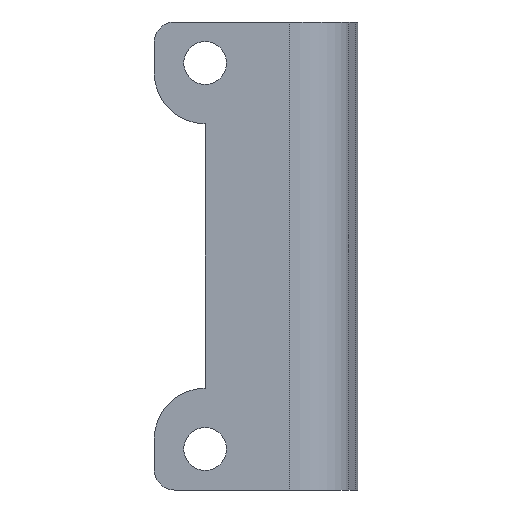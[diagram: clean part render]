
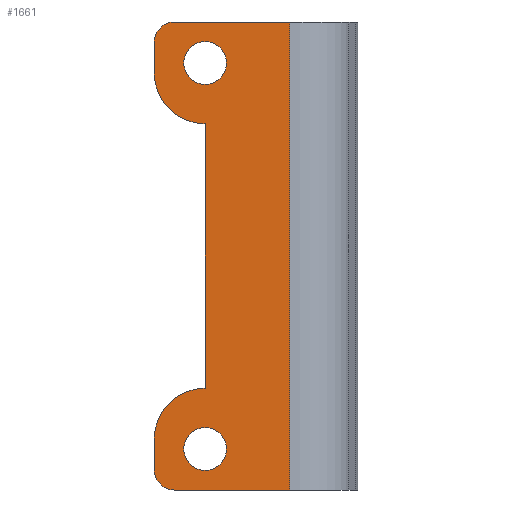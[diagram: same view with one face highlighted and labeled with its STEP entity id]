
A CAD part, left-side view. The second image highlights one B-rep face of the part: STEP entity #1661.
In plain terms, the highlighted planar face has unit normal (-1, 0, 0).
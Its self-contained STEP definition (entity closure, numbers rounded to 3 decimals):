
#1 = DIRECTION ( 'NONE',  ( 0., -1., 0. ) ) ;
#5 = CARTESIAN_POINT ( 'NONE',  ( -14.35, 9., -10.5 ) ) ;
#12 = CARTESIAN_POINT ( 'NONE',  ( -14.35, 7.5, 9.485 ) ) ;
#48 = CARTESIAN_POINT ( 'NONE',  ( -14.35, 7.5, 9.485 ) ) ;
#82 = EDGE_CURVE ( 'NONE', #1814, #2155, #1014, .T. ) ;
#95 = CARTESIAN_POINT ( 'NONE',  ( -14.35, 7.5, -6.5 ) ) ;
#100 = CARTESIAN_POINT ( 'NONE',  ( -14.35, 10., -9. ) ) ;
#144 = CARTESIAN_POINT ( 'NONE',  ( -14.35, 7.5, -9.485 ) ) ;
#171 = VERTEX_POINT ( 'NONE', #1828 ) ;
#190 = CARTESIAN_POINT ( 'NONE',  ( -14.35, 10., 11.5 ) ) ;
#237 = VERTEX_POINT ( 'NONE', #1467 ) ;
#255 = DIRECTION ( 'NONE',  ( 0., 0., -1. ) ) ;
#257 = VERTEX_POINT ( 'NONE', #1450 ) ;
#260 = DIRECTION ( 'NONE',  ( 0., 1., 0. ) ) ;
#329 = DIRECTION ( 'NONE',  ( 0., -1., 0. ) ) ;
#330 = CIRCLE ( 'NONE', #1745, 2.5 ) ;
#335 = DIRECTION ( 'NONE',  ( 0., 0., -1. ) ) ;
#370 = CARTESIAN_POINT ( 'NONE',  ( -14.35, 8.55, -9.485 ) ) ;
#407 = DIRECTION ( 'NONE',  ( -1., 0., 0. ) ) ;
#418 = DIRECTION ( 'NONE',  ( 0., 0., 1. ) ) ;
#427 = DIRECTION ( 'NONE',  ( 0., -1., 0. ) ) ;
#449 = CARTESIAN_POINT ( 'NONE',  ( -14.35, 10., 11.5 ) ) ;
#471 = AXIS2_PLACEMENT_3D ( 'NONE', #1475, #1790, #1800 ) ;
#486 = AXIS2_PLACEMENT_3D ( 'NONE', #48, #946, #329 ) ;
#522 = VERTEX_POINT ( 'NONE', #1198 ) ;
#545 = CIRCLE ( 'NONE', #1657, 2.5 ) ;
#621 = DIRECTION ( 'NONE',  ( 0., 0., -1. ) ) ;
#629 = CIRCLE ( 'NONE', #486, 1.05 ) ;
#671 = EDGE_CURVE ( 'NONE', #2155, #894, #921, .T. ) ;
#685 = VECTOR ( 'NONE', #427, 1000. ) ;
#727 = CARTESIAN_POINT ( 'NONE',  ( -14.35, 10., 9. ) ) ;
#750 = LINE ( 'NONE', #1236, #685 ) ;
#760 = VECTOR ( 'NONE', #621, 1000. ) ;
#814 = CARTESIAN_POINT ( 'NONE',  ( -14.35, 9., -11.5 ) ) ;
#844 = CIRCLE ( 'NONE', #1031, 1. ) ;
#845 = EDGE_LOOP ( 'NONE', ( #1907, #1886 ) ) ;
#863 = VERTEX_POINT ( 'NONE', #1999 ) ;
#876 = EDGE_CURVE ( 'NONE', #257, #1274, #899, .T. ) ;
#894 = VERTEX_POINT ( 'NONE', #814 ) ;
#899 = CIRCLE ( 'NONE', #1599, 1.05 ) ;
#920 = AXIS2_PLACEMENT_3D ( 'NONE', #144, #407, #260 ) ;
#921 = CIRCLE ( 'NONE', #1058, 1. ) ;
#946 = DIRECTION ( 'NONE',  ( -1., 0., 0. ) ) ;
#986 = EDGE_CURVE ( 'NONE', #522, #1463, #545, .T. ) ;
#1014 = LINE ( 'NONE', #449, #760 ) ;
#1031 = AXIS2_PLACEMENT_3D ( 'NONE', #1898, #1586, #335 ) ;
#1058 = AXIS2_PLACEMENT_3D ( 'NONE', #5, #1671, #1786 ) ;
#1101 = EDGE_LOOP ( 'NONE', ( #1872, #1849, #1791, #1779, #1737, #1694, #1647, #1635, #1583, #1353 ) ) ;
#1122 = EDGE_CURVE ( 'NONE', #1814, #237, #330, .T. ) ;
#1128 = AXIS2_PLACEMENT_3D ( 'NONE', #1150, #1142, #1440 ) ;
#1142 = DIRECTION ( 'NONE',  ( -1., 0., 0. ) ) ;
#1150 = CARTESIAN_POINT ( 'NONE',  ( -14.35, 7.5, -9.485 ) ) ;
#1198 = CARTESIAN_POINT ( 'NONE',  ( -14.35, 7.5, 6.5 ) ) ;
#1236 = CARTESIAN_POINT ( 'NONE',  ( -14.35, 10., 11.5 ) ) ;
#1248 = CARTESIAN_POINT ( 'NONE',  ( -14.35, 7.5, 9. ) ) ;
#1274 = VERTEX_POINT ( 'NONE', #1677 ) ;
#1278 = DIRECTION ( 'NONE',  ( 1., 0., 0. ) ) ;
#1289 = DIRECTION ( 'NONE',  ( 0., -1., 0. ) ) ;
#1296 = PLANE ( 'NONE',  #471 ) ;
#1314 = DIRECTION ( 'NONE',  ( 0., 1., 0. ) ) ;
#1335 = DIRECTION ( 'NONE',  ( 0., 0., -1. ) ) ;
#1346 = LINE ( 'NONE', #95, #1355 ) ;
#1353 = ORIENTED_EDGE ( 'NONE', *, *, #1122, .F. ) ;
#1355 = VECTOR ( 'NONE', #418, 1000. ) ;
#1420 = CARTESIAN_POINT ( 'NONE',  ( -14.35, 10., -10.5 ) ) ;
#1440 = DIRECTION ( 'NONE',  ( 0., 1., 0. ) ) ;
#1450 = CARTESIAN_POINT ( 'NONE',  ( -14.35, 8.55, 9.485 ) ) ;
#1463 = VERTEX_POINT ( 'NONE', #727 ) ;
#1467 = CARTESIAN_POINT ( 'NONE',  ( -14.35, 7.5, -6.5 ) ) ;
#1475 = CARTESIAN_POINT ( 'NONE',  ( -14.35, 10., 11.5 ) ) ;
#1493 = DIRECTION ( 'NONE',  ( 1., 0., 0. ) ) ;
#1496 = LINE ( 'NONE', #2150, #1506 ) ;
#1498 = CARTESIAN_POINT ( 'NONE',  ( -14.35, 9., 11.5 ) ) ;
#1506 = VECTOR ( 'NONE', #1, 1000. ) ;
#1538 = CARTESIAN_POINT ( 'NONE',  ( -14.35, 6.45, -9.485 ) ) ;
#1543 = FACE_OUTER_BOUND ( 'NONE', #1101, .T. ) ;
#1546 = FACE_BOUND ( 'NONE', #845, .T. ) ;
#1570 = EDGE_CURVE ( 'NONE', #2082, #1926, #1862, .T. ) ;
#1571 = VERTEX_POINT ( 'NONE', #1604 ) ;
#1578 = CIRCLE ( 'NONE', #920, 1.05 ) ;
#1583 = ORIENTED_EDGE ( 'NONE', *, *, #1700, .F. ) ;
#1586 = DIRECTION ( 'NONE',  ( -1., 0., 0. ) ) ;
#1590 = EDGE_CURVE ( 'NONE', #863, #171, #1796, .T. ) ;
#1595 = EDGE_CURVE ( 'NONE', #1571, #1463, #1769, .T. ) ;
#1599 = AXIS2_PLACEMENT_3D ( 'NONE', #12, #1986, #1942 ) ;
#1604 = CARTESIAN_POINT ( 'NONE',  ( -14.35, 10., 10.5 ) ) ;
#1615 = CARTESIAN_POINT ( 'NONE',  ( -14.35, 3.342, 11.5 ) ) ;
#1635 = ORIENTED_EDGE ( 'NONE', *, *, #986, .F. ) ;
#1647 = ORIENTED_EDGE ( 'NONE', *, *, #1595, .T. ) ;
#1657 = AXIS2_PLACEMENT_3D ( 'NONE', #1248, #1278, #1314 ) ;
#1661 = ADVANCED_FACE ( 'NONE', ( #1673, #1546, #1543 ), #1296, .F. ) ;
#1668 = EDGE_CURVE ( 'NONE', #894, #171, #1496, .T. ) ;
#1671 = DIRECTION ( 'NONE',  ( -1., 0., 0. ) ) ;
#1674 = EDGE_CURVE ( 'NONE', #1926, #2082, #1578, .T. ) ;
#1673 = FACE_BOUND ( 'NONE', #1805, .T. ) ;
#1677 = CARTESIAN_POINT ( 'NONE',  ( -14.35, 6.45, 9.485 ) ) ;
#1684 = CARTESIAN_POINT ( 'NONE',  ( -14.35, 7.5, -9. ) ) ;
#1694 = ORIENTED_EDGE ( 'NONE', *, *, #1855, .T. ) ;
#1700 = EDGE_CURVE ( 'NONE', #237, #522, #1346, .T. ) ;
#1737 = ORIENTED_EDGE ( 'NONE', *, *, #1917, .F. ) ;
#1742 = VECTOR ( 'NONE', #1335, 1000. ) ;
#1745 = AXIS2_PLACEMENT_3D ( 'NONE', #1684, #1493, #1289 ) ;
#1748 = VECTOR ( 'NONE', #255, 1000. ) ;
#1769 = LINE ( 'NONE', #190, #1742 ) ;
#1779 = ORIENTED_EDGE ( 'NONE', *, *, #1590, .F. ) ;
#1786 = DIRECTION ( 'NONE',  ( 0., 0., -1. ) ) ;
#1790 = DIRECTION ( 'NONE',  ( 1., 0., 0. ) ) ;
#1791 = ORIENTED_EDGE ( 'NONE', *, *, #1668, .T. ) ;
#1792 = VERTEX_POINT ( 'NONE', #1498 ) ;
#1796 = LINE ( 'NONE', #1615, #1748 ) ;
#1800 = DIRECTION ( 'NONE',  ( 0., 0., -1. ) ) ;
#1805 = EDGE_LOOP ( 'NONE', ( #1929, #1924 ) ) ;
#1814 = VERTEX_POINT ( 'NONE', #100 ) ;
#1828 = CARTESIAN_POINT ( 'NONE',  ( -14.35, 3.342, -11.5 ) ) ;
#1849 = ORIENTED_EDGE ( 'NONE', *, *, #671, .T. ) ;
#1855 = EDGE_CURVE ( 'NONE', #1792, #1571, #844, .T. ) ;
#1862 = CIRCLE ( 'NONE', #1128, 1.05 ) ;
#1872 = ORIENTED_EDGE ( 'NONE', *, *, #82, .T. ) ;
#1886 = ORIENTED_EDGE ( 'NONE', *, *, #1674, .F. ) ;
#1898 = CARTESIAN_POINT ( 'NONE',  ( -14.35, 9., 10.5 ) ) ;
#1907 = ORIENTED_EDGE ( 'NONE', *, *, #1570, .F. ) ;
#1917 = EDGE_CURVE ( 'NONE', #1792, #863, #750, .T. ) ;
#1924 = ORIENTED_EDGE ( 'NONE', *, *, #876, .F. ) ;
#1926 = VERTEX_POINT ( 'NONE', #370 ) ;
#1929 = ORIENTED_EDGE ( 'NONE', *, *, #1979, .F. ) ;
#1942 = DIRECTION ( 'NONE',  ( 0., -1., 0. ) ) ;
#1979 = EDGE_CURVE ( 'NONE', #1274, #257, #629, .T. ) ;
#1986 = DIRECTION ( 'NONE',  ( -1., 0., 0. ) ) ;
#1999 = CARTESIAN_POINT ( 'NONE',  ( -14.35, 3.342, 11.5 ) ) ;
#2082 = VERTEX_POINT ( 'NONE', #1538 ) ;
#2150 = CARTESIAN_POINT ( 'NONE',  ( -14.35, 10., -11.5 ) ) ;
#2155 = VERTEX_POINT ( 'NONE', #1420 ) ;
